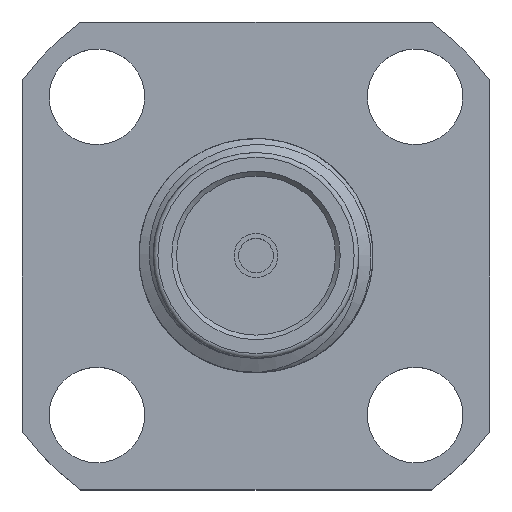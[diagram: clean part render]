
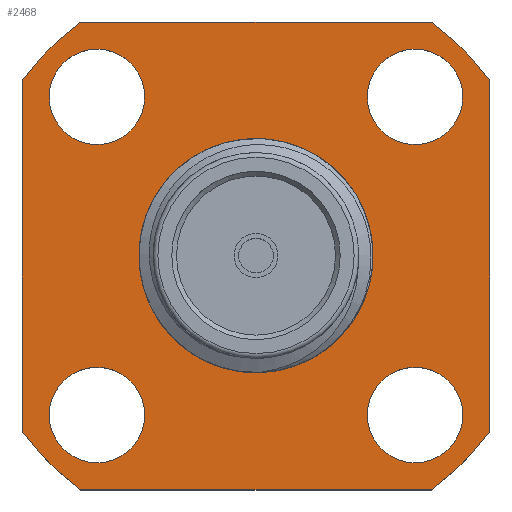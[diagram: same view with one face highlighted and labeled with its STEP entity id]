
A CAD part, top view. The second image highlights one B-rep face of the part: STEP entity #2468.
In plain terms, the highlighted planar face has unit normal (0, 0, 1).
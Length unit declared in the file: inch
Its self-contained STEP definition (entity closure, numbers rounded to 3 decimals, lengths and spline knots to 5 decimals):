
#5 = CARTESIAN_POINT ( 'NONE',  ( 0., 0., -0.31 ) ) ;
#10 = DIRECTION ( 'NONE',  ( 1., 0., 0. ) ) ;
#46 = AXIS2_PLACEMENT_3D ( 'NONE', #5, #480, #2655 ) ;
#62 = VERTEX_POINT ( 'NONE', #2593 ) ;
#86 = DIRECTION ( 'NONE',  ( 1., 0., 0. ) ) ;
#87 = EDGE_LOOP ( 'NONE', ( #410 ) ) ;
#94 = AXIS2_PLACEMENT_3D ( 'NONE', #2535, #495, #343 ) ;
#104 = CIRCLE ( 'NONE', #936, 0.11989 ) ;
#107 = VERTEX_POINT ( 'NONE', #2807 ) ;
#182 = EDGE_CURVE ( 'NONE', #1958, #1958, #987, .T. ) ;
#184 = EDGE_CURVE ( 'NONE', #107, #309, #2728, .T. ) ;
#191 = LINE ( 'NONE', #603, #1038 ) ;
#196 = VECTOR ( 'NONE', #86, 39.37008 ) ;
#219 = EDGE_CURVE ( 'NONE', #1325, #1325, #2821, .T. ) ;
#230 = FACE_OUTER_BOUND ( 'NONE', #2170, .T. ) ;
#244 = AXIS2_PLACEMENT_3D ( 'NONE', #2253, #2008, #1112 ) ;
#284 = CARTESIAN_POINT ( 'NONE',  ( 0.25, -0.1875, -0.31 ) ) ;
#300 = ORIENTED_EDGE ( 'NONE', *, *, #998, .T. ) ;
#309 = VERTEX_POINT ( 'NONE', #284 ) ;
#343 = DIRECTION ( 'NONE',  ( 1., 0., 0. ) ) ;
#349 = VERTEX_POINT ( 'NONE', #930 ) ;
#386 = CARTESIAN_POINT ( 'NONE',  ( -0.25, -0.25, -0.31 ) ) ;
#396 = CARTESIAN_POINT ( 'NONE',  ( 0., 0., -0.31 ) ) ;
#406 = CARTESIAN_POINT ( 'NONE',  ( 0.221, 0.17, -0.31 ) ) ;
#410 = ORIENTED_EDGE ( 'NONE', *, *, #1691, .F. ) ;
#420 = CARTESIAN_POINT ( 'NONE',  ( -0.119, 0.17, -0.31 ) ) ;
#426 = ORIENTED_EDGE ( 'NONE', *, *, #1383, .F. ) ;
#438 = FACE_BOUND ( 'NONE', #87, .T. ) ;
#440 = EDGE_LOOP ( 'NONE', ( #426 ) ) ;
#450 = FACE_BOUND ( 'NONE', #1432, .T. ) ;
#456 = DIRECTION ( 'NONE',  ( 1., 0., 0. ) ) ;
#480 = DIRECTION ( 'NONE',  ( 0., 0., 1. ) ) ;
#483 = CARTESIAN_POINT ( 'NONE',  ( -0.25, -0.25, -0.31 ) ) ;
#495 = DIRECTION ( 'NONE',  ( 0., 0., 1. ) ) ;
#529 = CARTESIAN_POINT ( 'NONE',  ( 0., 0., -0.31 ) ) ;
#577 = VECTOR ( 'NONE', #1270, 39.37008 ) ;
#597 = VERTEX_POINT ( 'NONE', #420 ) ;
#603 = CARTESIAN_POINT ( 'NONE',  ( -0.25, 0.25, -0.31 ) ) ;
#627 = EDGE_LOOP ( 'NONE', ( #1975 ) ) ;
#663 = EDGE_CURVE ( 'NONE', #62, #1445, #2399, .T. ) ;
#666 = DIRECTION ( 'NONE',  ( 0., 0., 1. ) ) ;
#681 = FACE_BOUND ( 'NONE', #1821, .T. ) ;
#734 = ORIENTED_EDGE ( 'NONE', *, *, #1838, .T. ) ;
#773 = ORIENTED_EDGE ( 'NONE', *, *, #876, .T. ) ;
#776 = DIRECTION ( 'NONE',  ( 0., 0., 1. ) ) ;
#817 = ORIENTED_EDGE ( 'NONE', *, *, #2564, .T. ) ;
#835 = DIRECTION ( 'NONE',  ( -1., 0., 0. ) ) ;
#837 = CARTESIAN_POINT ( 'NONE',  ( 0.25, 0.1875, -0.31 ) ) ;
#853 = ORIENTED_EDGE ( 'NONE', *, *, #184, .T. ) ;
#856 = CARTESIAN_POINT ( 'NONE',  ( -0.11989, 0., -0.31 ) ) ;
#859 = EDGE_CURVE ( 'NONE', #2570, #2570, #104, .T. ) ;
#876 = EDGE_CURVE ( 'NONE', #349, #1661, #191, .T. ) ;
#930 = CARTESIAN_POINT ( 'NONE',  ( 0.1875, 0.25, -0.31 ) ) ;
#936 = AXIS2_PLACEMENT_3D ( 'NONE', #396, #2801, #835 ) ;
#987 = CIRCLE ( 'NONE', #1166, 0.051 ) ;
#998 = EDGE_CURVE ( 'NONE', #1661, #62, #1314, .T. ) ;
#1014 = CARTESIAN_POINT ( 'NONE',  ( 0.221, -0.17, -0.31 ) ) ;
#1038 = VECTOR ( 'NONE', #2151, 39.37008 ) ;
#1112 = DIRECTION ( 'NONE',  ( 1., 0., 0. ) ) ;
#1116 = PLANE ( 'NONE',  #2800 ) ;
#1123 = VECTOR ( 'NONE', #2777, 39.37008 ) ;
#1134 = DIRECTION ( 'NONE',  ( 1., 0., 0. ) ) ;
#1135 = DIRECTION ( 'NONE',  ( 1., 0., 0. ) ) ;
#1166 = AXIS2_PLACEMENT_3D ( 'NONE', #1382, #1578, #1134 ) ;
#1212 = AXIS2_PLACEMENT_3D ( 'NONE', #2442, #2037, #1135 ) ;
#1221 = CIRCLE ( 'NONE', #2218, 0.3125 ) ;
#1243 = CARTESIAN_POINT ( 'NONE',  ( 0.25, -0.25, -0.31 ) ) ;
#1270 = DIRECTION ( 'NONE',  ( 0., -1., 0. ) ) ;
#1287 = ORIENTED_EDGE ( 'NONE', *, *, #219, .F. ) ;
#1314 = CIRCLE ( 'NONE', #46, 0.3125 ) ;
#1320 = FACE_BOUND ( 'NONE', #440, .T. ) ;
#1325 = VERTEX_POINT ( 'NONE', #1676 ) ;
#1332 = FACE_BOUND ( 'NONE', #627, .T. ) ;
#1365 = EDGE_CURVE ( 'NONE', #1445, #2024, #1221, .T. ) ;
#1382 = CARTESIAN_POINT ( 'NONE',  ( 0.17, -0.17, -0.31 ) ) ;
#1383 = EDGE_CURVE ( 'NONE', #597, #597, #2634, .T. ) ;
#1427 = CARTESIAN_POINT ( 'NONE',  ( -0.1875, -0.25, -0.31 ) ) ;
#1432 = EDGE_LOOP ( 'NONE', ( #1287 ) ) ;
#1445 = VERTEX_POINT ( 'NONE', #2252 ) ;
#1578 = DIRECTION ( 'NONE',  ( 0., 0., 1. ) ) ;
#1613 = ORIENTED_EDGE ( 'NONE', *, *, #663, .T. ) ;
#1629 = EDGE_CURVE ( 'NONE', #2024, #107, #2488, .T. ) ;
#1661 = VERTEX_POINT ( 'NONE', #2286 ) ;
#1676 = CARTESIAN_POINT ( 'NONE',  ( -0.119, -0.17, -0.31 ) ) ;
#1678 = CIRCLE ( 'NONE', #1212, 0.051 ) ;
#1691 = EDGE_CURVE ( 'NONE', #2583, #2583, #1678, .T. ) ;
#1750 = AXIS2_PLACEMENT_3D ( 'NONE', #2215, #2000, #10 ) ;
#1770 = AXIS2_PLACEMENT_3D ( 'NONE', #2656, #666, #456 ) ;
#1821 = EDGE_LOOP ( 'NONE', ( #2669 ) ) ;
#1838 = EDGE_CURVE ( 'NONE', #309, #2187, #2700, .T. ) ;
#1958 = VERTEX_POINT ( 'NONE', #1014 ) ;
#1975 = ORIENTED_EDGE ( 'NONE', *, *, #859, .T. ) ;
#1989 = CARTESIAN_POINT ( 'NONE',  ( 0., 0., -0.31 ) ) ;
#2000 = DIRECTION ( 'NONE',  ( 0., 0., 1. ) ) ;
#2008 = DIRECTION ( 'NONE',  ( 0., 0., 1. ) ) ;
#2024 = VERTEX_POINT ( 'NONE', #1427 ) ;
#2035 = DIRECTION ( 'NONE',  ( 1., 0., 0. ) ) ;
#2037 = DIRECTION ( 'NONE',  ( 0., 0., 1. ) ) ;
#2151 = DIRECTION ( 'NONE',  ( -1., 0., 0. ) ) ;
#2170 = EDGE_LOOP ( 'NONE', ( #300, #1613, #2611, #2489, #853, #734, #817, #773 ) ) ;
#2187 = VERTEX_POINT ( 'NONE', #837 ) ;
#2215 = CARTESIAN_POINT ( 'NONE',  ( 0., 0., -0.31 ) ) ;
#2218 = AXIS2_PLACEMENT_3D ( 'NONE', #529, #776, #2035 ) ;
#2252 = CARTESIAN_POINT ( 'NONE',  ( -0.25, -0.1875, -0.31 ) ) ;
#2253 = CARTESIAN_POINT ( 'NONE',  ( 0., 0., -0.31 ) ) ;
#2286 = CARTESIAN_POINT ( 'NONE',  ( -0.1875, 0.25, -0.31 ) ) ;
#2294 = CIRCLE ( 'NONE', #1750, 0.3125 ) ;
#2399 = LINE ( 'NONE', #386, #577 ) ;
#2442 = CARTESIAN_POINT ( 'NONE',  ( 0.17, 0.17, -0.31 ) ) ;
#2468 = ADVANCED_FACE ( 'NONE', ( #681, #450, #438, #1320, #1332, #230 ), #1116, .F. ) ;
#2488 = LINE ( 'NONE', #483, #196 ) ;
#2489 = ORIENTED_EDGE ( 'NONE', *, *, #1629, .T. ) ;
#2535 = CARTESIAN_POINT ( 'NONE',  ( -0.17, 0.17, -0.31 ) ) ;
#2564 = EDGE_CURVE ( 'NONE', #2187, #349, #2294, .T. ) ;
#2570 = VERTEX_POINT ( 'NONE', #856 ) ;
#2583 = VERTEX_POINT ( 'NONE', #406 ) ;
#2593 = CARTESIAN_POINT ( 'NONE',  ( -0.25, 0.1875, -0.31 ) ) ;
#2611 = ORIENTED_EDGE ( 'NONE', *, *, #1365, .T. ) ;
#2634 = CIRCLE ( 'NONE', #94, 0.051 ) ;
#2650 = DIRECTION ( 'NONE',  ( 0., -1., 0. ) ) ;
#2655 = DIRECTION ( 'NONE',  ( 1., 0., 0. ) ) ;
#2656 = CARTESIAN_POINT ( 'NONE',  ( -0.17, -0.17, -0.31 ) ) ;
#2669 = ORIENTED_EDGE ( 'NONE', *, *, #182, .F. ) ;
#2700 = LINE ( 'NONE', #1243, #1123 ) ;
#2728 = CIRCLE ( 'NONE', #244, 0.3125 ) ;
#2777 = DIRECTION ( 'NONE',  ( 0., 1., 0. ) ) ;
#2800 = AXIS2_PLACEMENT_3D ( 'NONE', #1989, #2866, #2650 ) ;
#2801 = DIRECTION ( 'NONE',  ( 0., 0., -1. ) ) ;
#2807 = CARTESIAN_POINT ( 'NONE',  ( 0.1875, -0.25, -0.31 ) ) ;
#2821 = CIRCLE ( 'NONE', #1770, 0.051 ) ;
#2866 = DIRECTION ( 'NONE',  ( 0., 0., -1. ) ) ;
